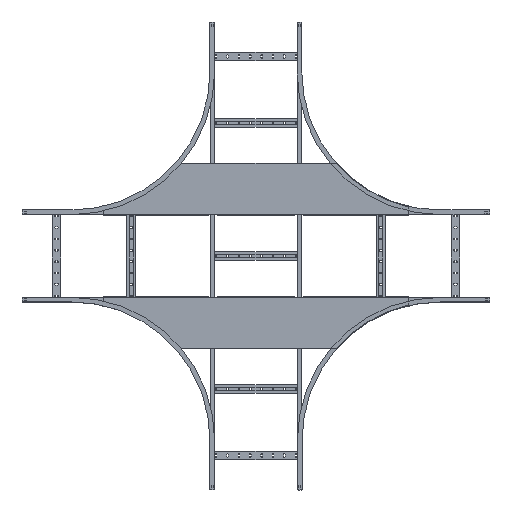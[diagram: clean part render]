
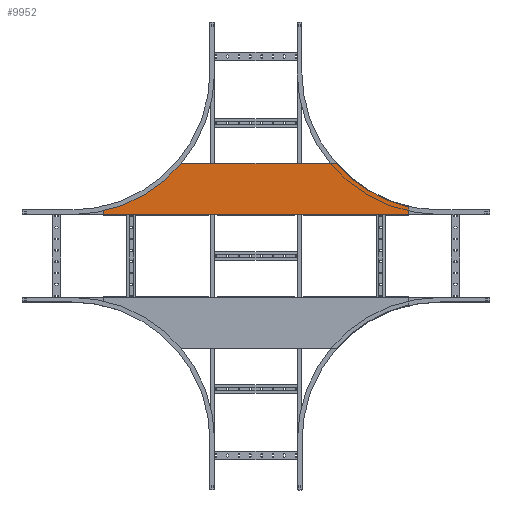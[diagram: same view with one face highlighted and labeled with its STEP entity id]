
A CAD part, top view. The second image highlights one B-rep face of the part: STEP entity #9952.
In plain terms, the highlighted face is planar.
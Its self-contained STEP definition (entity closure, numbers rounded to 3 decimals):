
#34 = VECTOR ( 'NONE', #9971, 1000. ) ;
#216 = CARTESIAN_POINT ( 'NONE',  ( -664.5, -1.2, 226.8 ) ) ;
#305 = DIRECTION ( 'NONE',  ( 0., 0., 1. ) ) ;
#405 = EDGE_CURVE ( 'NONE', #5519, #4583, #8025, .T. ) ;
#423 = CARTESIAN_POINT ( 'NONE',  ( -349.051, -1.2, -173.2 ) ) ;
#632 = EDGE_CURVE ( 'NONE', #7375, #7845, #775, .T. ) ;
#759 = EDGE_CURVE ( 'NONE', #5537, #8257, #4064, .T. ) ;
#775 = LINE ( 'NONE', #216, #4310 ) ;
#868 = DIRECTION ( 'NONE',  ( 0., 1., 0. ) ) ;
#1558 = DIRECTION ( 'NONE',  ( 0., -1., 0. ) ) ;
#1596 = VECTOR ( 'NONE', #4551, 1000. ) ;
#1622 = AXIS2_PLACEMENT_3D ( 'NONE', #6103, #1558, #2288 ) ;
#1767 = CARTESIAN_POINT ( 'NONE',  ( -660.647, -1.2, -358.957 ) ) ;
#2096 = LINE ( 'NONE', #9259, #34 ) ;
#2200 = VECTOR ( 'NONE', #8095, 1000. ) ;
#2288 = DIRECTION ( 'NONE',  ( 0., 0., -1. ) ) ;
#2523 = EDGE_CURVE ( 'NONE', #4372, #4583, #3791, .T. ) ;
#2603 = VERTEX_POINT ( 'NONE', #5745 ) ;
#2765 = DIRECTION ( 'NONE',  ( 0., -1., 0. ) ) ;
#2839 = EDGE_CURVE ( 'NONE', #5519, #8257, #8606, .T. ) ;
#2847 = DIRECTION ( 'NONE',  ( 0., -1., 0. ) ) ;
#2909 = EDGE_LOOP ( 'NONE', ( #6264, #6877, #3908, #4442, #3098, #7682, #8535, #7439 ) ) ;
#3098 = ORIENTED_EDGE ( 'NONE', *, *, #5216, .F. ) ;
#3328 = AXIS2_PLACEMENT_3D ( 'NONE', #7938, #868, #5625 ) ;
#3341 = DIRECTION ( 'NONE',  ( 0., -1., 0. ) ) ;
#3755 = DIRECTION ( 'NONE',  ( 0., 0., 1. ) ) ;
#3791 = CIRCLE ( 'NONE', #5631, 5. ) ;
#3818 = CARTESIAN_POINT ( 'NONE',  ( -560., -1.2, -173.2 ) ) ;
#3908 = ORIENTED_EDGE ( 'NONE', *, *, #632, .T. ) ;
#3931 = EDGE_CURVE ( 'NONE', #5537, #7375, #5363, .T. ) ;
#3979 = CARTESIAN_POINT ( 'NONE',  ( 659.5, -1.2, -363.823 ) ) ;
#4064 = CIRCLE ( 'NONE', #8541, 601.8 ) ;
#4075 = DIRECTION ( 'NONE',  ( 0., 0., 1. ) ) ;
#4276 = LINE ( 'NONE', #5808, #2200 ) ;
#4310 = VECTOR ( 'NONE', #6615, 1000. ) ;
#4372 = VERTEX_POINT ( 'NONE', #8694 ) ;
#4442 = ORIENTED_EDGE ( 'NONE', *, *, #4493, .F. ) ;
#4493 = EDGE_CURVE ( 'NONE', #2603, #7845, #4276, .T. ) ;
#4551 = DIRECTION ( 'NONE',  ( -1., 0., 0. ) ) ;
#4583 = VERTEX_POINT ( 'NONE', #8196 ) ;
#5216 = EDGE_CURVE ( 'NONE', #4372, #2603, #2096, .T. ) ;
#5286 = CARTESIAN_POINT ( 'NONE',  ( -798.677, -1.2, 226.8 ) ) ;
#5363 = CIRCLE ( 'NONE', #8816, 5. ) ;
#5496 = PLANE ( 'NONE',  #3328 ) ;
#5519 = VERTEX_POINT ( 'NONE', #7087 ) ;
#5537 = VERTEX_POINT ( 'NONE', #1767 ) ;
#5625 = DIRECTION ( 'NONE',  ( 0., 0., 1. ) ) ;
#5631 = AXIS2_PLACEMENT_3D ( 'NONE', #3979, #3341, #4075 ) ;
#5745 = CARTESIAN_POINT ( 'NONE',  ( 664.5, -1.2, -393.2 ) ) ;
#5808 = CARTESIAN_POINT ( 'NONE',  ( -987., -1.2, -393.2 ) ) ;
#6103 = CARTESIAN_POINT ( 'NONE',  ( 798.677, -1.2, 226.8 ) ) ;
#6264 = ORIENTED_EDGE ( 'NONE', *, *, #759, .F. ) ;
#6615 = DIRECTION ( 'NONE',  ( 0., 0., -1. ) ) ;
#6704 = CARTESIAN_POINT ( 'NONE',  ( -664.5, -1.2, -363.823 ) ) ;
#6877 = ORIENTED_EDGE ( 'NONE', *, *, #3931, .T. ) ;
#7087 = CARTESIAN_POINT ( 'NONE',  ( 349.051, -1.2, -173.2 ) ) ;
#7375 = VERTEX_POINT ( 'NONE', #6704 ) ;
#7439 = ORIENTED_EDGE ( 'NONE', *, *, #2839, .T. ) ;
#7682 = ORIENTED_EDGE ( 'NONE', *, *, #2523, .T. ) ;
#7845 = VERTEX_POINT ( 'NONE', #9147 ) ;
#7938 = CARTESIAN_POINT ( 'NONE',  ( -798.677, -1.2, 226.8 ) ) ;
#8025 = CIRCLE ( 'NONE', #1622, 601.8 ) ;
#8095 = DIRECTION ( 'NONE',  ( -1., 0., 0. ) ) ;
#8196 = CARTESIAN_POINT ( 'NONE',  ( 660.647, -1.2, -358.957 ) ) ;
#8257 = VERTEX_POINT ( 'NONE', #423 ) ;
#8535 = ORIENTED_EDGE ( 'NONE', *, *, #405, .F. ) ;
#8541 = AXIS2_PLACEMENT_3D ( 'NONE', #5286, #2847, #3755 ) ;
#8606 = LINE ( 'NONE', #3818, #1596 ) ;
#8694 = CARTESIAN_POINT ( 'NONE',  ( 664.5, -1.2, -363.823 ) ) ;
#8816 = AXIS2_PLACEMENT_3D ( 'NONE', #8833, #2765, #305 ) ;
#8833 = CARTESIAN_POINT ( 'NONE',  ( -659.5, -1.2, -363.823 ) ) ;
#9101 = FACE_OUTER_BOUND ( 'NONE', #2909, .T. ) ;
#9147 = CARTESIAN_POINT ( 'NONE',  ( -664.5, -1.2, -393.2 ) ) ;
#9259 = CARTESIAN_POINT ( 'NONE',  ( 664.5, -1.2, -395.4 ) ) ;
#9952 = ADVANCED_FACE ( 'NONE', ( #9101 ), #5496, .F. ) ;
#9971 = DIRECTION ( 'NONE',  ( 0., 0., -1. ) ) ;
